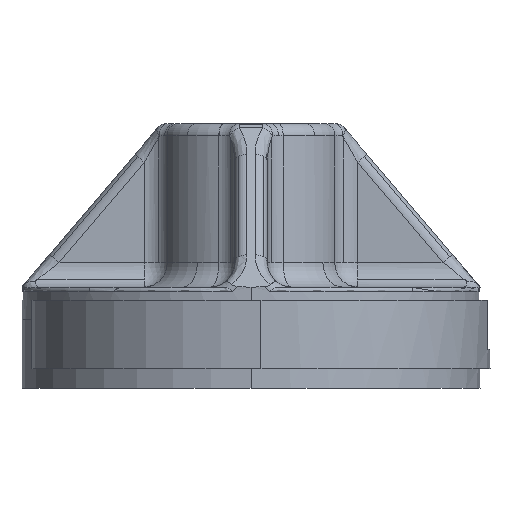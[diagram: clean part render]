
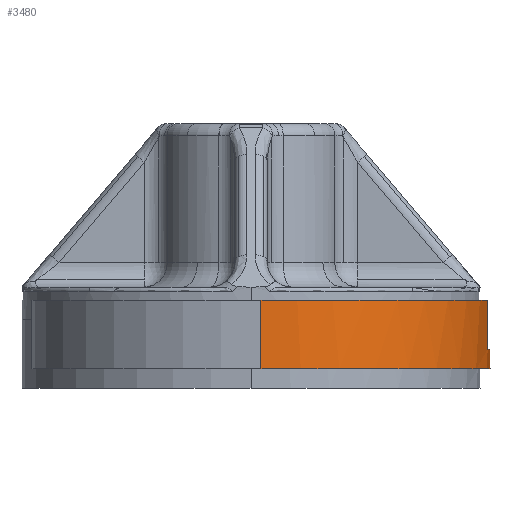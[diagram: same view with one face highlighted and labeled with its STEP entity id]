
A CAD part, front view. The second image highlights one B-rep face of the part: STEP entity #3480.
In plain terms, the highlighted cylindrical face has radius 44.45 mm (diameter 88.9 mm), a partial arc.
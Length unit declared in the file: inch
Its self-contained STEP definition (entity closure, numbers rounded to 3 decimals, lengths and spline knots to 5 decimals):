
#1370 = VERTEX_POINT( '', #3904 );
#1498 = EDGE_CURVE( '', #2668, #3532, #4046, .T. );
#1606 = EDGE_CURVE( '', #1370, #3314, #4176, .T. );
#1948 = EDGE_CURVE( '', #3632, #2742, #4551, .T. );
#1992 = VERTEX_POINT( '', #4598 );
#2062 = EDGE_CURVE( '', #2730, #2668, #4671, .T. );
#2318 = EDGE_CURVE( '', #2730, #1370, #4955, .T. );
#2668 = VERTEX_POINT( '', #5354 );
#2730 = VERTEX_POINT( '', #5421 );
#2742 = VERTEX_POINT( '', #5433 );
#2810 = EDGE_CURVE( '', #2742, #1992, #5506, .T. );
#2822 = EDGE_CURVE( '', #3314, #3632, #5518, .T. );
#3136 = VERTEX_POINT( '', #5873 );
#3314 = VERTEX_POINT( '', #6064 );
#3354 = EDGE_CURVE( '', #3136, #1992, #6109, .T. );
#3480 = ADVANCED_FACE( '', ( #6245 ), #6246, .T. );
#3532 = VERTEX_POINT( '', #6304 );
#3632 = VERTEX_POINT( '', #6416 );
#3740 = EDGE_CURVE( '', #3532, #3136, #6536, .T. );
#3904 = CARTESIAN_POINT( '', ( 1.80923, -4.82623, -1.35 ) );
#4046 = CIRCLE( '', #6964, 1.75 );
#4176 = LINE( '', #7380, #7381 );
#4551 = LINE( '', #8349, #8350 );
#4598 = CARTESIAN_POINT( '', ( 0.07639, -2.83174, -1.35 ) );
#4671 = LINE( '', #8710, #8711 );
#4955 = CIRCLE( '', #9351, 1.75 );
#5354 = CARTESIAN_POINT( '', ( 0.07639, -6.33174, -1.875 ) );
#5421 = CARTESIAN_POINT( '', ( 0.07639, -6.33174, -1.35 ) );
#5433 = CARTESIAN_POINT( '', ( 1.80923, -4.33726, -1.35 ) );
#5506 = CIRCLE( '', #10558, 1.75 );
#5518 = CIRCLE( '', #10575, 1.75 );
#5873 = CARTESIAN_POINT( '', ( 0.07639, -2.83174, -1.875 ) );
#6064 = CARTESIAN_POINT( '', ( 1.80923, -4.82623, -1.725 ) );
#6109 = LINE( '', #11980, #11981 );
#6245 = FACE_OUTER_BOUND( '', #12295, .T. );
#6246 = CYLINDRICAL_SURFACE( '', #12296, 1.75 );
#6304 = CARTESIAN_POINT( '', ( 1.82639, -4.58174, -1.875 ) );
#6416 = CARTESIAN_POINT( '', ( 1.80923, -4.33726, -1.725 ) );
#6536 = CIRCLE( '', #12997, 1.75 );
#6964 = AXIS2_PLACEMENT_3D( '', #13525, #13526, #13527 );
#7380 = CARTESIAN_POINT( '', ( 1.80923, -4.82623, -1.35 ) );
#7381 = VECTOR( '', #13726, 1. );
#8349 = CARTESIAN_POINT( '', ( 1.80923, -4.33726, -1.35 ) );
#8350 = VECTOR( '', #14189, 1. );
#8710 = CARTESIAN_POINT( '', ( 0.07639, -6.33174, -1.35 ) );
#8711 = VECTOR( '', #14336, 1. );
#9351 = AXIS2_PLACEMENT_3D( '', #14659, #14660, #14661 );
#10558 = AXIS2_PLACEMENT_3D( '', #15328, #15329, #15330 );
#10575 = AXIS2_PLACEMENT_3D( '', #15338, #15339, #15340 );
#11980 = CARTESIAN_POINT( '', ( 0.07639, -2.83174, -1.35 ) );
#11981 = VECTOR( '', #16110, 1. );
#12295 = EDGE_LOOP( '', ( #16272, #16273, #16274, #16275, #16276, #16277, #16278, #16279, #16280 ) );
#12296 = AXIS2_PLACEMENT_3D( '', #16281, #16282, #16283 );
#12997 = AXIS2_PLACEMENT_3D( '', #16653, #16654, #16655 );
#13525 = CARTESIAN_POINT( '', ( 0.07639, -4.58174, -1.875 ) );
#13526 = DIRECTION( '', ( 0., 0., 1. ) );
#13527 = DIRECTION( '', ( 1., 0., 0. ) );
#13726 = DIRECTION( '', ( 0., 0., -1. ) );
#14189 = DIRECTION( '', ( 0., 0., 1. ) );
#14336 = DIRECTION( '', ( 0., 0., -1. ) );
#14659 = CARTESIAN_POINT( '', ( 0.07639, -4.58174, -1.35 ) );
#14660 = DIRECTION( '', ( 0., 0., 1. ) );
#14661 = DIRECTION( '', ( 0., -1., 0. ) );
#15328 = CARTESIAN_POINT( '', ( 0.07639, -4.58174, -1.35 ) );
#15329 = DIRECTION( '', ( 0., 0., 1. ) );
#15330 = DIRECTION( '', ( 0., -1., 0. ) );
#15338 = CARTESIAN_POINT( '', ( 0.07639, -4.58174, -1.725 ) );
#15339 = DIRECTION( '', ( 0., 0., 1. ) );
#15340 = DIRECTION( '', ( 1., 0., 0. ) );
#16110 = DIRECTION( '', ( 0., 0., 1. ) );
#16272 = ORIENTED_EDGE( '', *, *, #2062, .T. );
#16273 = ORIENTED_EDGE( '', *, *, #1498, .T. );
#16274 = ORIENTED_EDGE( '', *, *, #3740, .T. );
#16275 = ORIENTED_EDGE( '', *, *, #3354, .T. );
#16276 = ORIENTED_EDGE( '', *, *, #2810, .F. );
#16277 = ORIENTED_EDGE( '', *, *, #1948, .F. );
#16278 = ORIENTED_EDGE( '', *, *, #2822, .F. );
#16279 = ORIENTED_EDGE( '', *, *, #1606, .F. );
#16280 = ORIENTED_EDGE( '', *, *, #2318, .F. );
#16281 = CARTESIAN_POINT( '', ( 0.07639, -4.58174, -1.35 ) );
#16282 = DIRECTION( '', ( 0., 0., 1. ) );
#16283 = DIRECTION( '', ( 0., -1., 0. ) );
#16653 = CARTESIAN_POINT( '', ( 0.07639, -4.58174, -1.875 ) );
#16654 = DIRECTION( '', ( 0., 0., 1. ) );
#16655 = DIRECTION( '', ( 1., 0., 0. ) );
